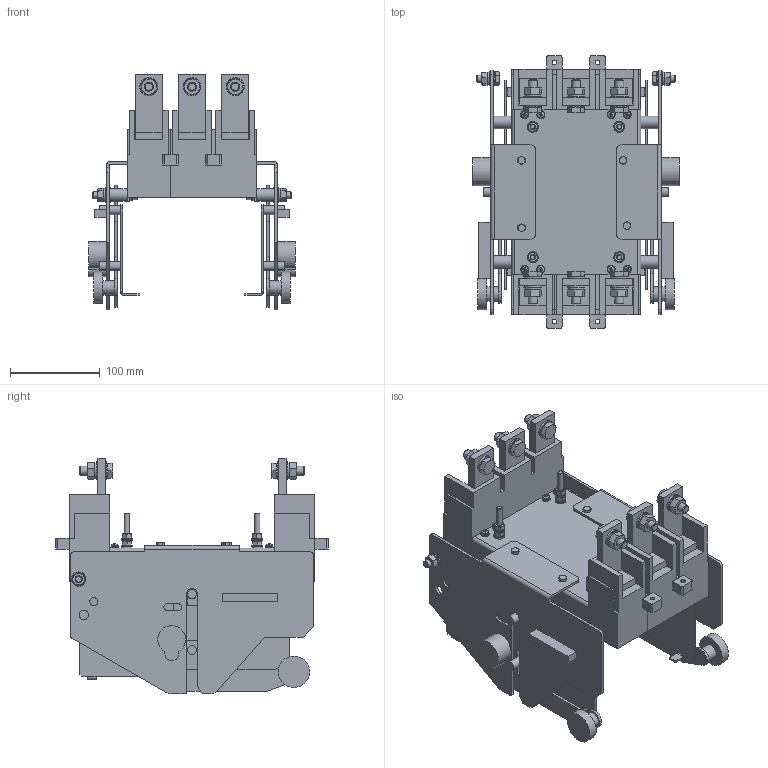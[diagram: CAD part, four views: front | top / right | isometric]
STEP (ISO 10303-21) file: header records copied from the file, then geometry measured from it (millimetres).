
FILE_DESCRIPTION (( 'STEP AP203' ), '1' );
FILE_NAME ('mccb-3-dod33R-400A Ïàíåëü âûêàòíàÿ AV POWER-3_3 400 çàäíåãî ïðèñîåä. DOD-3_3R 400A EKF Averes.STEP', '2023-12-22T11:53:53', ( '' ), ( '' ), 'SwSTEP 2.0', 'SolidWorks 2021', '' );
FILE_SCHEMA (( 'CONFIG_CONTROL_DESIGN' ));
Length unit declared in the file: millimetre
Products named in the file (21): ﾘ琺矜 6.01.19 DIN 125 ﾀ_4.01.019; Ãàéêà øåñòèãðàííàÿ DIN 934_ƒ ©ª  Œ5 DIN 934; Âèíò Ì4 DIN 7985_‚¨­â Œ4å16 DIN 7985; 妈眚 󊬱2 DIN 912_DIN 912 M6 x 12; ﾘ琺矜 DIN 128_丐ｩ｡ 5 DIN 128; ﾘ琺矜 6.01.19 DIN 125 ﾀ_6.01.019; ﾘ琺矜 DIN 128_丐ｩ｡ 6 DIN 128; Ãàéêà øåñòèãðàííàÿ DIN 934_ƒ ©ª  Œ10 DIN 934; mccb-3-dod33R-400A.001 眈翴錪_00; ﾘ琺矜 DIN 128_丐ｩ｡ 8 DIN 128; Ãàéêà DIN 934_ƒ ©ª  Œ8 DIN 934; mccb-3-dod33R-400A Ïàíåëü âûêàòíàÿ AV POWER-3_3 400 çàäíåãî ïðèñîåä. DOD-3_3R 400A EKF Averes; ���� �6 DIN 933_���� �6x50 DIN 933; ﾘ琺矜 6.01.19 DIN 125 ﾀ_8.01.019; ���� �5 DIN 933_���� �5x12 DIN 933; Ãàéêà DIN 934_ƒ ©ª  Œ6 DIN 934; ﾘ琺矜 6.01.19 DIN 125 ﾀ_10.01.019; ﾘ琺矜 DIN 128_丐ｩ｡ 10 DIN 128; ﾘ琺矜 DIN 128_丐ｩ｡ 4 DIN 128; ���� �8 DIN 933_���� �8x20 DIN 933; ���� �10 DIN 933_���� �10x30 DIN 933
Assembly tree (117 placements, depth 2):
  mccb-3-dod33R-400A Ïàíåëü âûêàòíàÿ AV POWER-3_3 400 çàäíåãî ïðèñîåä. DOD-3_3R 400A EKF Averes
    mccb-3-dod33R-400A.001 眈翴錪_00
    Ãàéêà øåñòèãðàííàÿ DIN 934_ƒ ©ª  Œ10 DIN 934  x6
    ﾘ琺矜 6.01.19 DIN 125 ﾀ_10.01.019  x12
    ﾘ琺矜 DIN 128_丐ｩ｡ 10 DIN 128  x6
    ���� �10 DIN 933_���� �10x30 DIN 933  x6
    Ãàéêà DIN 934_ƒ ©ª  Œ8 DIN 934  x2
    ﾘ琺矜 6.01.19 DIN 125 ﾀ_8.01.019  x4
    ﾘ琺矜 DIN 128_丐ｩ｡ 8 DIN 128  x2
    ﾘ琺矜 6.01.19 DIN 125 ﾀ_4.01.019  x8
    ﾘ琺矜 6.01.19 DIN 125 ﾀ_6.01.019  x12
    ﾘ琺矜 DIN 128_丐ｩ｡ 6 DIN 128  x12
    ﾘ琺矜 DIN 128_丐ｩ｡ 4 DIN 128  x8
    ﾘ琺矜 DIN 128_丐ｩ｡ 5 DIN 128  x4
    Âèíò Ì4 DIN 7985_‚¨­â Œ4å16 DIN 7985  x8
    妈眚 󊬱2 DIN 912_DIN 912 M6 x 12  x4
    ���� �6 DIN 933_���� �6x50 DIN 933  x4
    Ãàéêà DIN 934_ƒ ©ª  Œ6 DIN 934  x8
    Ãàéêà øåñòèãðàííàÿ DIN 934_ƒ ©ª  Œ5 DIN 934  x4
    ���� �5 DIN 933_���� �5x12 DIN 933  x4
    ���� �8 DIN 933_���� �8x20 DIN 933  x2
Bounding box: 230 x 303 x 262 mm (x, y, z)
Volume: 1790009.4 mm3; surface area: 664347.9 mm2
Topology: 150 solids, 150 shells, 2079 faces, 4549 edges, 2806 vertices
Faces by surface type: plane 1217, cone 440, cylinder 310, torus 104, sphere 8
Full cylindrical faces by diameter (mm): 4 x8, 4.2 x4, 4.3 x8, 5 x16, 6 x8, 6.4 x12, 6.75 x2, 8 x18, 8.4 x4, 8.5 x6, 9 x12, 10 x18, 10.5 x14, 11 x6, 12 x12, 13 x2, 14 x4, 16 x6, 17 x6, 20 x12, 22 x6, 35 x2
Entity records: 27936 total; most frequent: CARTESIAN_POINT 4729, DIRECTION 3867, ORIENTED_EDGE 3532, EDGE_CURVE 1766, AXIS2_PLACEMENT_3D 1345, LINE 1177, VECTOR 1177, VERTEX_POINT 1163
